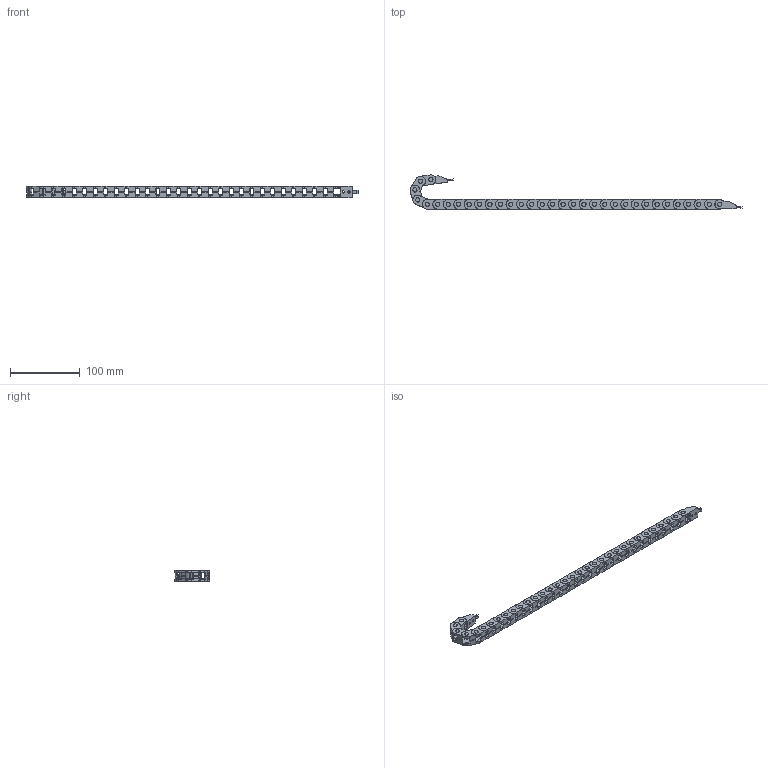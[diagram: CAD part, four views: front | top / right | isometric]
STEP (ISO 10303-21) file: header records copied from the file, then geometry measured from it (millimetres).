
FILE_DESCRIPTION (( 'STEP AP214' ), '1' );
FILE_NAME ('CDC-04X04R07T.STEP', '2024-12-05T18:42:09', ( '' ), ( '' ), 'SwSTEP 2.0', 'SolidWorks 2024', '' );
FILE_SCHEMA (( 'AUTOMOTIVE_DESIGN' ));
Length unit declared in the file: inch
Products named in the file (1): CDC-04X04R07T
Bounding box: 476.84 x 49.3 x 16.7 mm (x, y, z)
Volume: 55154.4 mm3; surface area: 78294 mm2
Topology: 34 solids, 34 shells, 2304 faces, 6502 edges, 4332 vertices
Faces by surface type: plane 1560, cylinder 740, cone 4
Full cylindrical faces by diameter (mm): 3.2 x4, 6 x66, 6.15 x64, 6.2 x2
Entity records: 74798 total; most frequent: CARTESIAN_POINT 13191, DIRECTION 12854, ORIENTED_EDGE 12724, EDGE_CURVE 6362, LINE 4352, VECTOR 4352, VERTEX_POINT 4332, AXIS2_PLACEMENT_3D 4251
